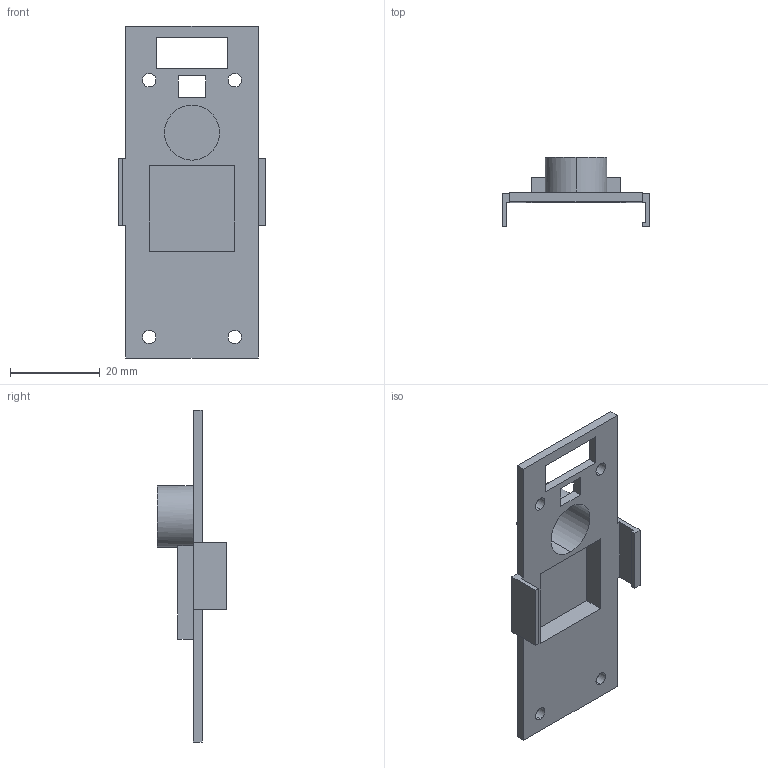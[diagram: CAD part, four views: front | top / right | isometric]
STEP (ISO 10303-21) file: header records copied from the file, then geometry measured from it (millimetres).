
FILE_DESCRIPTION (( 'STEP AP214' ), '1' );
FILE_NAME ('Telemetrum case 2.STEP', '2024-05-29T17:17:55', ( '' ), ( '' ), 'SwSTEP 2.0', 'SolidWorks 2024', '' );
FILE_SCHEMA (( 'AUTOMOTIVE_DESIGN' ));
Length unit declared in the file: centimetre
Products named in the file (1): Telemetrum case 2
Bounding box: 32.9 x 15.47 x 73.9 mm (x, y, z)
Volume: 4183.8 mm3; surface area: 6402.6 mm2
Topology: 1 solids, 1 shells, 53 faces, 144 edges, 96 vertices
Faces by surface type: plane 41, cylinder 12
Entity records: 1711 total; most frequent: CARTESIAN_POINT 294, ORIENTED_EDGE 288, DIRECTION 278, EDGE_CURVE 144, VECTOR 118, LINE 118, VERTEX_POINT 96, AXIS2_PLACEMENT_3D 80
